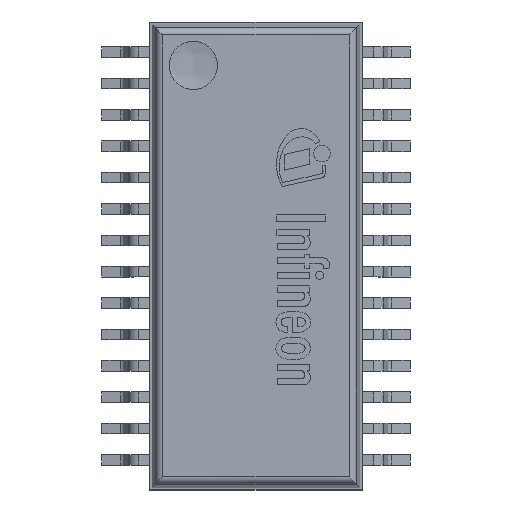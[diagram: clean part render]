
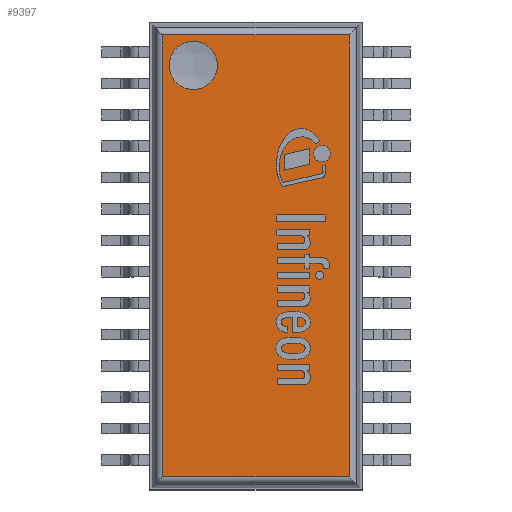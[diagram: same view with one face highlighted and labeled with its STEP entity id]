
A CAD part, top view. The second image highlights one B-rep face of the part: STEP entity #9397.
In plain terms, the highlighted planar face has unit normal (0, 0, 1).
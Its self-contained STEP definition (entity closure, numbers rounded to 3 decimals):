
#53=FACE_BOUND('',#1453,.T.);
#231=CIRCLE('',#10104,0.5);
#908=FACE_OUTER_BOUND('',#1452,.T.);
#1452=EDGE_LOOP('',(#7748,#7749,#7750,#7751));
#1453=EDGE_LOOP('',(#7752));
#2343=LINE('',#15208,#3397);
#2344=LINE('',#15210,#3398);
#2345=LINE('',#15212,#3399);
#2346=LINE('',#15213,#3400);
#3397=VECTOR('',#12085,1000.);
#3398=VECTOR('',#12086,1000.);
#3399=VECTOR('',#12087,1000.);
#3400=VECTOR('',#12088,1000.);
#4324=VERTEX_POINT('',#15178);
#4333=VERTEX_POINT('',#15206);
#4334=VERTEX_POINT('',#15207);
#4335=VERTEX_POINT('',#15209);
#4336=VERTEX_POINT('',#15211);
#5510=EDGE_CURVE('',#4324,#4324,#231,.T.);
#5523=EDGE_CURVE('',#4333,#4334,#2343,.T.);
#5524=EDGE_CURVE('',#4334,#4335,#2344,.T.);
#5525=EDGE_CURVE('',#4335,#4336,#2345,.T.);
#5526=EDGE_CURVE('',#4336,#4333,#2346,.T.);
#7748=ORIENTED_EDGE('',*,*,#5523,.T.);
#7749=ORIENTED_EDGE('',*,*,#5524,.T.);
#7750=ORIENTED_EDGE('',*,*,#5525,.T.);
#7751=ORIENTED_EDGE('',*,*,#5526,.T.);
#7752=ORIENTED_EDGE('',*,*,#5510,.F.);
#8913=PLANE('',#10109);
#9397=ADVANCED_FACE('',(#908,#53),#8913,.T.);
#10104=AXIS2_PLACEMENT_3D('',#15180,#12061,#12062);
#10109=AXIS2_PLACEMENT_3D('',#15205,#12083,#12084);
#12061=DIRECTION('center_axis',(0.,0.,1.));
#12062=DIRECTION('ref_axis',(1.,0.,0.));
#12083=DIRECTION('center_axis',(0.,0.,1.));
#12084=DIRECTION('ref_axis',(1.,0.,0.));
#12085=DIRECTION('',(0.,1.,0.));
#12086=DIRECTION('',(-1.,0.,0.));
#12087=DIRECTION('',(0.,-1.,0.));
#12088=DIRECTION('',(1.,0.,0.));
#15178=CARTESIAN_POINT('',(-1.8,3.95,1.2));
#15180=CARTESIAN_POINT('Origin',(-1.3,3.95,1.2));
#15205=CARTESIAN_POINT('Origin',(0.,0.,1.2));
#15206=CARTESIAN_POINT('',(1.93,-4.58,1.2));
#15207=CARTESIAN_POINT('',(1.93,4.58,1.2));
#15208=CARTESIAN_POINT('',(1.93,4.702,1.2));
#15209=CARTESIAN_POINT('',(-1.93,4.58,1.2));
#15210=CARTESIAN_POINT('',(-2.052,4.58,1.2));
#15211=CARTESIAN_POINT('',(-1.93,-4.58,1.2));
#15212=CARTESIAN_POINT('',(-1.93,-4.702,1.2));
#15213=CARTESIAN_POINT('',(2.052,-4.58,1.2));
